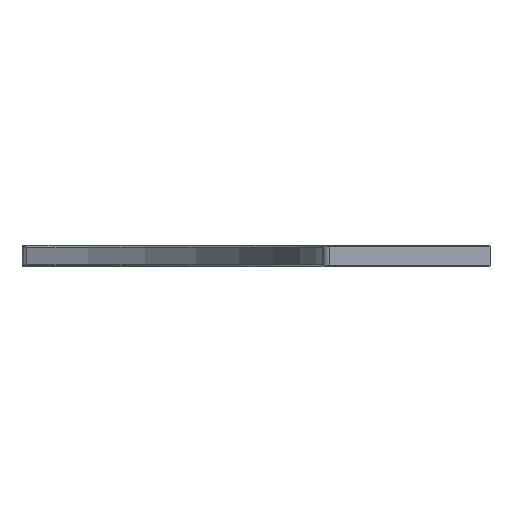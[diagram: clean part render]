
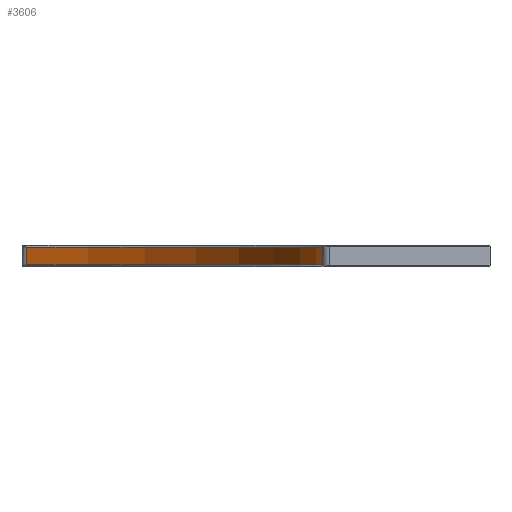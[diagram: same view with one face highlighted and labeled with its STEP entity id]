
A CAD part, front view. The second image highlights one B-rep face of the part: STEP entity #3606.
In plain terms, the highlighted cylindrical face has radius 204.787 mm (diameter 409.575 mm), a partial arc.
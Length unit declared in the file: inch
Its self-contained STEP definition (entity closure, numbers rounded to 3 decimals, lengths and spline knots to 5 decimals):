
#324 = VERTEX_POINT ( 'NONE', #5580 ) ;
#445 = DIRECTION ( 'NONE',  ( 0., 0., 1. ) ) ;
#860 = CIRCLE ( 'NONE', #6464, 8.0625 ) ;
#1030 = EDGE_CURVE ( 'NONE', #7123, #5891, #860, .T. ) ;
#1381 = ORIENTED_EDGE ( 'NONE', *, *, #4372, .T. ) ;
#1669 = AXIS2_PLACEMENT_3D ( 'NONE', #3520, #2778, #6031 ) ;
#2370 = ORIENTED_EDGE ( 'NONE', *, *, #1030, .T. ) ;
#2778 = DIRECTION ( 'NONE',  ( 0., 0., 1. ) ) ;
#2828 = CYLINDRICAL_SURFACE ( 'NONE', #1669, 8.0625 ) ;
#2844 = VECTOR ( 'NONE', #3067, 39.37008 ) ;
#2944 = VECTOR ( 'NONE', #445, 39.37008 ) ;
#2981 = CARTESIAN_POINT ( 'NONE',  ( 0., 0., -0.3425 ) ) ;
#3067 = DIRECTION ( 'NONE',  ( 0., 0., -1. ) ) ;
#3287 = EDGE_LOOP ( 'NONE', ( #2370, #4066, #5727, #1381 ) ) ;
#3403 = AXIS2_PLACEMENT_3D ( 'NONE', #2981, #5667, #3758 ) ;
#3462 = VERTEX_POINT ( 'NONE', #6353 ) ;
#3520 = CARTESIAN_POINT ( 'NONE',  ( 0., 0., -0.3735 ) ) ;
#3606 = ADVANCED_FACE ( 'NONE', ( #7443 ), #2828, .F. ) ;
#3640 = CARTESIAN_POINT ( 'NONE',  ( 2.87288, 7.53329, -0.3735 ) ) ;
#3758 = DIRECTION ( 'NONE',  ( 1., 0., 0. ) ) ;
#4066 = ORIENTED_EDGE ( 'NONE', *, *, #7704, .T. ) ;
#4108 = DIRECTION ( 'NONE',  ( 0., 0., 1. ) ) ;
#4372 = EDGE_CURVE ( 'NONE', #324, #7123, #7973, .T. ) ;
#4676 = CARTESIAN_POINT ( 'NONE',  ( 2.87288, 7.53329, -0.031 ) ) ;
#5226 = CIRCLE ( 'NONE', #3403, 8.0625 ) ;
#5580 = CARTESIAN_POINT ( 'NONE',  ( 8.06156, 0.12309, -0.3425 ) ) ;
#5667 = DIRECTION ( 'NONE',  ( 0., 0., -1. ) ) ;
#5727 = ORIENTED_EDGE ( 'NONE', *, *, #8008, .T. ) ;
#5891 = VERTEX_POINT ( 'NONE', #4676 ) ;
#6031 = DIRECTION ( 'NONE',  ( 1., 0., 0. ) ) ;
#6140 = CARTESIAN_POINT ( 'NONE',  ( 0., 0., -0.031 ) ) ;
#6353 = CARTESIAN_POINT ( 'NONE',  ( 2.87288, 7.53329, -0.3425 ) ) ;
#6464 = AXIS2_PLACEMENT_3D ( 'NONE', #6140, #4108, #6797 ) ;
#6554 = CARTESIAN_POINT ( 'NONE',  ( 8.06156, 0.12309, -0.031 ) ) ;
#6797 = DIRECTION ( 'NONE',  ( 1., 0., 0. ) ) ;
#7123 = VERTEX_POINT ( 'NONE', #6554 ) ;
#7230 = CARTESIAN_POINT ( 'NONE',  ( 8.06156, 0.12309, -0.3735 ) ) ;
#7443 = FACE_OUTER_BOUND ( 'NONE', #3287, .T. ) ;
#7704 = EDGE_CURVE ( 'NONE', #5891, #3462, #8529, .T. ) ;
#7973 = LINE ( 'NONE', #7230, #2944 ) ;
#8008 = EDGE_CURVE ( 'NONE', #3462, #324, #5226, .T. ) ;
#8529 = LINE ( 'NONE', #3640, #2844 ) ;
